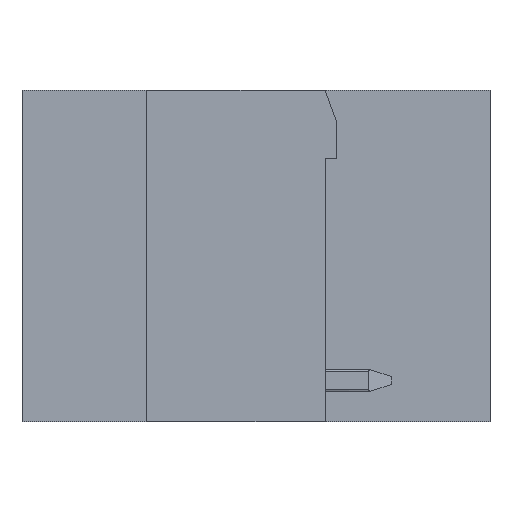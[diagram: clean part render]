
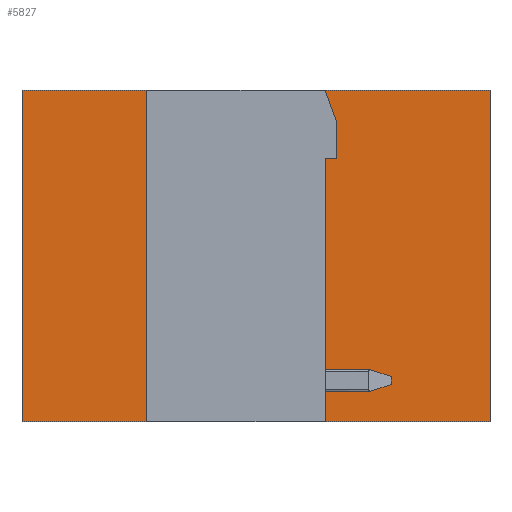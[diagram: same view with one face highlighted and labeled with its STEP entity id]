
A CAD part, front view. The second image highlights one B-rep face of the part: STEP entity #5827.
In plain terms, the highlighted planar face has unit normal (0, -1, 0).
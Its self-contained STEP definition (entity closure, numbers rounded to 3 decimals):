
#404 = LINE ( 'NONE', #13778, #8449 ) ;
#973 = DIRECTION ( 'NONE',  ( 0., -1., 0. ) ) ;
#1373 = CARTESIAN_POINT ( 'NONE',  ( -9.266, 3.46, 14.5 ) ) ;
#1646 = DIRECTION ( 'NONE',  ( 1., 0., 0. ) ) ;
#2331 = CARTESIAN_POINT ( 'NONE',  ( -9.266, 3.46, 0. ) ) ;
#3881 = ORIENTED_EDGE ( 'NONE', *, *, #4147, .F. ) ;
#3979 = CARTESIAN_POINT ( 'NONE',  ( -9.266, 3.46, 14.5 ) ) ;
#4147 = EDGE_CURVE ( 'NONE', #14766, #11637, #4229, .T. ) ;
#4229 = LINE ( 'NONE', #1373, #10523 ) ;
#4257 = CARTESIAN_POINT ( 'NONE',  ( 11.219, 3.46, 0. ) ) ;
#4489 = DIRECTION ( 'NONE',  ( 1., 0., 0. ) ) ;
#4931 = VERTEX_POINT ( 'NONE', #4257 ) ;
#5106 = DIRECTION ( 'NONE',  ( 0., 0., -1. ) ) ;
#5168 = ORIENTED_EDGE ( 'NONE', *, *, #6494, .F. ) ;
#5360 = FACE_OUTER_BOUND ( 'NONE', #14700, .T. ) ;
#5826 = DIRECTION ( 'NONE',  ( 0., 0., 1. ) ) ;
#5827 = ADVANCED_FACE ( 'NONE', ( #5360 ), #11585, .T. ) ;
#6494 = EDGE_CURVE ( 'NONE', #8721, #14766, #404, .T. ) ;
#8094 = CARTESIAN_POINT ( 'NONE',  ( -9.266, 3.46, 0. ) ) ;
#8265 = AXIS2_PLACEMENT_3D ( 'NONE', #8742, #973, #5106 ) ;
#8449 = VECTOR ( 'NONE', #11286, 1000. ) ;
#8721 = VERTEX_POINT ( 'NONE', #2331 ) ;
#8742 = CARTESIAN_POINT ( 'NONE',  ( -9.266, 3.46, 14.5 ) ) ;
#9738 = ORIENTED_EDGE ( 'NONE', *, *, #11113, .T. ) ;
#10052 = EDGE_CURVE ( 'NONE', #4931, #11637, #10760, .T. ) ;
#10255 = CARTESIAN_POINT ( 'NONE',  ( 11.219, 3.46, 14.5 ) ) ;
#10287 = VECTOR ( 'NONE', #1646, 1000. ) ;
#10523 = VECTOR ( 'NONE', #4489, 1000. ) ;
#10545 = CARTESIAN_POINT ( 'NONE',  ( 11.219, 3.46, 14.5 ) ) ;
#10760 = LINE ( 'NONE', #10255, #14249 ) ;
#11113 = EDGE_CURVE ( 'NONE', #8721, #4931, #12955, .T. ) ;
#11286 = DIRECTION ( 'NONE',  ( 0., 0., 1. ) ) ;
#11585 = PLANE ( 'NONE',  #8265 ) ;
#11637 = VERTEX_POINT ( 'NONE', #10545 ) ;
#12955 = LINE ( 'NONE', #8094, #10287 ) ;
#13644 = ORIENTED_EDGE ( 'NONE', *, *, #10052, .T. ) ;
#13778 = CARTESIAN_POINT ( 'NONE',  ( -9.266, 3.46, 14.5 ) ) ;
#14249 = VECTOR ( 'NONE', #5826, 1000. ) ;
#14700 = EDGE_LOOP ( 'NONE', ( #3881, #5168, #9738, #13644 ) ) ;
#14766 = VERTEX_POINT ( 'NONE', #3979 ) ;
